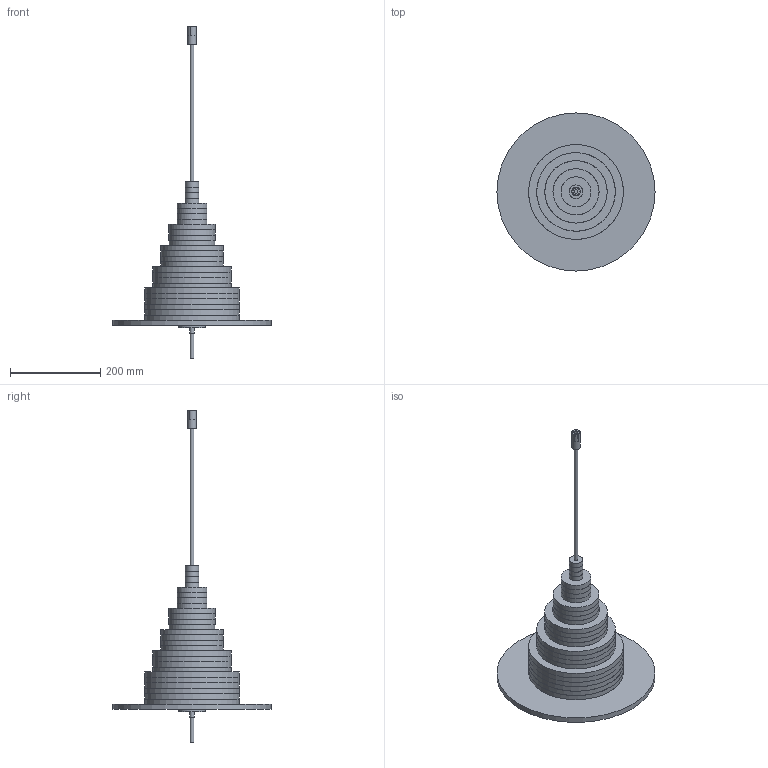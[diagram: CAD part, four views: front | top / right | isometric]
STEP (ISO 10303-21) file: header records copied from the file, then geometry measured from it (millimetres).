
FILE_DESCRIPTION(/* description */ (''),/* implementation_level */ '2;1');
FILE_NAME(/* name */ 'Ball Sortierer.stp',/* time_stamp */ '2017-11-04T15:06:40-08:00',/* author */ ('6417r'),/* organization */ (''),/* preprocessor_version */ 'ST-DEVELOPER v16.13',/* originating_system */ 'Autodesk Inventor 2018',/* authorisation */ '');
FILE_SCHEMA (('AUTOMOTIVE_DESIGN { 1 0 10303 214 3 1 1 }'));
Length unit declared in the file: millimetre
Products named in the file (17): Ball Sortierer; Ball Sortierer Basisplatte; Ball Sortierer Level 1 4mal; Ball Sortierer Level 2 4mal; Ball Sortierer Level 3 4mal; Ball Sortierer Level 4 4 mal; Ball Sortierer Level 5 4mal; Ball Sortierer Level 6 4mal; Ball Sortierer Welle; Flugradhaltering 1; Kupplung Wiper; Spacer; Ball Sortierer Level 1 4mal_1; Ball Sortierer Level 2 4mal_1; Ball Sortierer Level 3 4mal_1; Ball Sortierer Level 4 4 mal_1; Ball Sortierer Level 5 4mal_1
Assembly tree (31 placements, depth 2):
  Ball Sortierer
    Ball Sortierer Basisplatte
    Ball Sortierer Level 1 4mal  x5
    Ball Sortierer Level 2 4mal  x3
    Ball Sortierer Level 3 4mal  x3
    Ball Sortierer Level 4 4 mal  x3
    Ball Sortierer Level 5 4mal  x3
    Ball Sortierer Level 6 4mal  x4
    Ball Sortierer Welle
    Flugradhaltering 1
    Kupplung Wiper
    Spacer
    Ball Sortierer Level 1 4mal_1
    Ball Sortierer Level 2 4mal_1
    Ball Sortierer Level 3 4mal_1
    Ball Sortierer Level 4 4 mal_1
    Ball Sortierer Level 5 4mal_1
Bounding box: 350 x 350 x 735 mm (x, y, z)
Volume: 4542472.8 mm3; surface area: 987680.6 mm2
Topology: 31 solids, 31 shells, 155 faces, 240 edges, 160 vertices
Faces by surface type: cylinder 80, plane 75
Full cylindrical faces by diameter (mm): 2 x7, 6 x6, 8 x13, 10 x1, 19 x1, 26 x4, 30 x5, 60 x1, 62 x4, 66 x5, 98 x4, 102 x5, 134 x6, 138 x5, 174 x5, 210 x7, 350 x1
Entity records: 2800 total; most frequent: DIRECTION 486, CARTESIAN_POINT 343, AXIS2_PLACEMENT_3D 243, EDGE_LOOP 200, ORIENTED_EDGE 200, FACE_BOUND 105, CIRCLE 100, VERTEX_POINT 100
